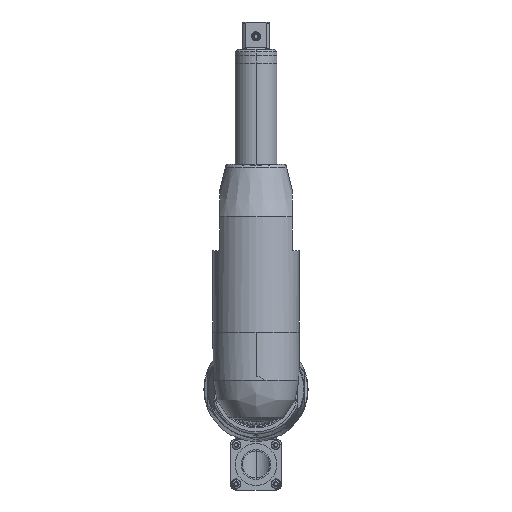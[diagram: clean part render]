
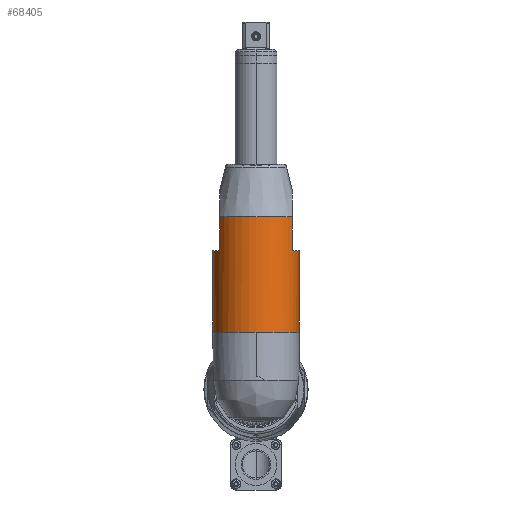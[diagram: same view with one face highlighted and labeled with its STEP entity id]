
A CAD part, left-side view. The second image highlights one B-rep face of the part: STEP entity #68405.
In plain terms, the highlighted cylindrical face has radius 26.162 mm (diameter 52.324 mm), a partial arc.
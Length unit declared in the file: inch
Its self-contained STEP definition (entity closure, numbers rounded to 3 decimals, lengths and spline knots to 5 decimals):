
#67995=DIRECTION('',(0.,0.,1.));
#67996=VECTOR('',#67995,0.786);
#67997=CARTESIAN_POINT('',(-18.78185,-0.8675,3.3505));
#67998=LINE('',#67997,#67996);
#67999=CARTESIAN_POINT('',(-18.78185,-0.8675,4.1365));
#68062=CARTESIAN_POINT('',(-18.23445,0.005,3.3205));
#68063=DIRECTION('',(0.,0.,1.));
#68064=DIRECTION('',(-0.482,-0.876,0.));
#68065=AXIS2_PLACEMENT_3D('',#68062,#68063,#68064);
#68067=DIRECTION('',(0.,0.,-1.));
#68068=VECTOR('',#68067,1.947);
#68069=CARTESIAN_POINT('',(-18.23445,-1.025,3.3205));
#68070=LINE('',#68069,#68068);
#68071=CARTESIAN_POINT('',(-18.23445,0.005,1.3735));
#68072=DIRECTION('',(0.,0.,-1.));
#68073=DIRECTION('',(0.,-1.,0.));
#68074=AXIS2_PLACEMENT_3D('',#68071,#68072,#68073);
#68076=DIRECTION('',(0.,0.,-1.));
#68077=VECTOR('',#68076,1.947);
#68078=CARTESIAN_POINT('',(-18.23445,1.035,3.3205));
#68079=LINE('',#68078,#68077);
#68080=CARTESIAN_POINT('',(-18.78185,0.8775,3.3505));
#68081=CARTESIAN_POINT('',(-18.78185,0.8775,3.34797));
#68082=CARTESIAN_POINT('',(-18.78084,0.87813,
3.34326));
#68083=CARTESIAN_POINT('',(-18.77731,0.88034,
3.33728));
#68084=CARTESIAN_POINT('',(-18.7722,0.88349,
3.33222));
#68085=CARTESIAN_POINT('',(-18.76612,0.88718,
3.32821));
#68086=CARTESIAN_POINT('',(-18.75893,0.89148,
3.32494));
#68087=CARTESIAN_POINT('',(-18.75062,0.89635,
3.32247));
#68088=CARTESIAN_POINT('',(-18.74123,0.90173,
3.32088));
#68089=CARTESIAN_POINT('',(-18.7344,0.90554,3.3205));
#68090=CARTESIAN_POINT('',(-18.73083,0.9075,3.3205));
#68092=CARTESIAN_POINT('',(-18.23445,0.005,4.1365));
#68093=DIRECTION('',(0.,0.,-1.));
#68094=DIRECTION('',(-0.531,-0.847,0.));
#68095=AXIS2_PLACEMENT_3D('',#68092,#68093,#68094);
#68097=CARTESIAN_POINT('',(-18.73083,-0.8975,3.3205));
#68098=CARTESIAN_POINT('',(-18.7344,-0.89554,3.3205));
#68099=CARTESIAN_POINT('',(-18.74123,-0.89173,
3.32088));
#68100=CARTESIAN_POINT('',(-18.75062,-0.88635,
3.32247));
#68101=CARTESIAN_POINT('',(-18.75893,-0.88148,
3.32494));
#68102=CARTESIAN_POINT('',(-18.76612,-0.87718,
3.32821));
#68103=CARTESIAN_POINT('',(-18.7722,-0.87349,
3.33222));
#68104=CARTESIAN_POINT('',(-18.77731,-0.87034,
3.33728));
#68105=CARTESIAN_POINT('',(-18.78084,-0.86813,
3.34326));
#68106=CARTESIAN_POINT('',(-18.78185,-0.8675,3.34797));
#68107=CARTESIAN_POINT('',(-18.78185,-0.8675,3.3505));
#68114=CARTESIAN_POINT('',(-18.23445,0.005,3.3205));
#68115=DIRECTION('',(0.,0.,1.));
#68116=DIRECTION('',(0.,1.,0.));
#68117=AXIS2_PLACEMENT_3D('',#68114,#68115,#68116);
#68149=CARTESIAN_POINT('',(-18.78185,0.8775,4.1365));
#68151=DIRECTION('',(0.,0.,1.));
#68152=VECTOR('',#68151,0.786);
#68153=CARTESIAN_POINT('',(-18.78185,0.8775,3.3505));
#68154=LINE('',#68153,#68152);
#68216=CARTESIAN_POINT('',(-18.23445,-1.025,1.3735));
#68217=CARTESIAN_POINT('',(-18.23445,1.035,1.3735));
#68218=VERTEX_POINT('',#68216);
#68219=VERTEX_POINT('',#68217);
#68223=CARTESIAN_POINT('',(-18.23445,1.035,3.3205));
#68225=VERTEX_POINT('',#68223);
#68227=CARTESIAN_POINT('',(-18.73083,0.9075,3.3205));
#68228=VERTEX_POINT('',#68227);
#68229=CARTESIAN_POINT('',(-18.78185,0.8775,3.3505));
#68230=VERTEX_POINT('',#68229);
#68231=VERTEX_POINT('',#68149);
#68234=CARTESIAN_POINT('',(-18.23445,-1.025,3.3205));
#68236=VERTEX_POINT('',#68234);
#68239=VERTEX_POINT('',#67999);
#68240=CARTESIAN_POINT('',(-18.73083,-0.8975,3.3205));
#68241=VERTEX_POINT('',#68240);
#68242=VERTEX_POINT('',#68107);
#68382=CARTESIAN_POINT('',(-18.23445,0.005,0.6967));
#68383=DIRECTION('',(0.,0.,1.));
#68384=DIRECTION('',(0.,1.,0.));
#68385=AXIS2_PLACEMENT_3D('',#68382,#68383,#68384);
#68386=CYLINDRICAL_SURFACE('',#68385,1.03);
#68387=ORIENTED_EDGE('',*,*,#68375,.T.);
#68388=ORIENTED_EDGE('',*,*,#68364,.T.);
#68390=ORIENTED_EDGE('',*,*,#68389,.T.);
#68391=ORIENTED_EDGE('',*,*,#68360,.F.);
#68393=ORIENTED_EDGE('',*,*,#68392,.T.);
#68395=ORIENTED_EDGE('',*,*,#68394,.F.);
#68397=ORIENTED_EDGE('',*,*,#68396,.T.);
#68399=ORIENTED_EDGE('',*,*,#68398,.F.);
#68400=ORIENTED_EDGE('',*,*,#68330,.F.);
#68402=ORIENTED_EDGE('',*,*,#68401,.F.);
#68403=EDGE_LOOP('',(#68387,#68388,#68390,#68391,#68393,#68395,#68397,#68399,
#68400,#68402));
#68404=FACE_OUTER_BOUND('',#68403,.F.);
#68405=ADVANCED_FACE('',(#68404),#68386,.T.);
#68066=CIRCLE('',#68065,1.03);
#68075=CIRCLE('',#68074,1.03);
#68091=B_SPLINE_CURVE_WITH_KNOTS('',3,(#68080,#68081,#68082,#68083,#68084,
#68085,#68086,#68087,#68088,#68089,#68090),.UNSPECIFIED.,.F.,.F.,(4,1,1,1,1,1,1,
1,4),(0.,0.125,0.25,0.375,0.5,0.625,0.75,0.875,1.),
.UNSPECIFIED.);
#68096=CIRCLE('',#68095,1.03);
#68108=B_SPLINE_CURVE_WITH_KNOTS('',3,(#68097,#68098,#68099,#68100,#68101,
#68102,#68103,#68104,#68105,#68106,#68107),.UNSPECIFIED.,.F.,.F.,(4,1,1,1,1,1,1,
1,4),(0.,0.125,0.25,0.375,0.5,0.625,0.75,0.875,1.),
.UNSPECIFIED.);
#68118=CIRCLE('',#68117,1.03);
#68330=EDGE_CURVE('',#68242,#68239,#67998,.T.);
#68360=EDGE_CURVE('',#68225,#68219,#68079,.T.);
#68364=EDGE_CURVE('',#68236,#68218,#68070,.T.);
#68375=EDGE_CURVE('',#68241,#68236,#68066,.T.);
#68389=EDGE_CURVE('',#68218,#68219,#68075,.T.);
#68392=EDGE_CURVE('',#68225,#68228,#68118,.T.);
#68394=EDGE_CURVE('',#68230,#68228,#68091,.T.);
#68396=EDGE_CURVE('',#68230,#68231,#68154,.T.);
#68398=EDGE_CURVE('',#68239,#68231,#68096,.T.);
#68401=EDGE_CURVE('',#68241,#68242,#68108,.T.);
